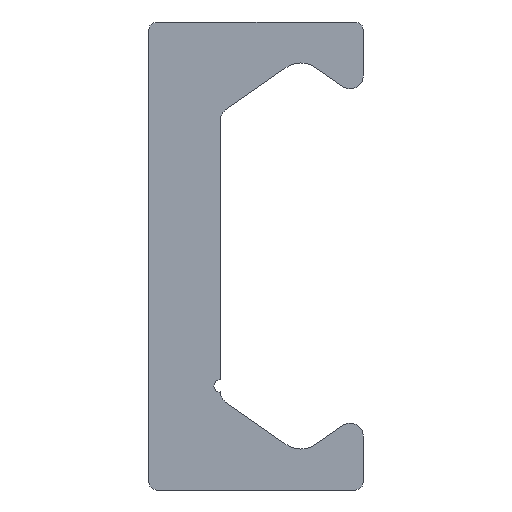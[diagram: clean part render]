
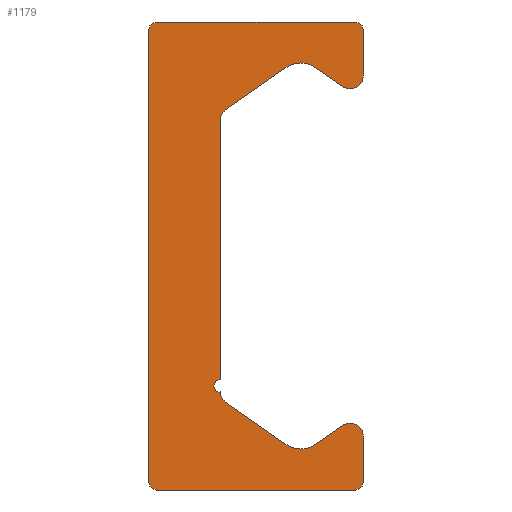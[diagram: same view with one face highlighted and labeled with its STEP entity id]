
A CAD part, left-side view. The second image highlights one B-rep face of the part: STEP entity #1179.
In plain terms, the highlighted planar face has unit normal (-1, 0, 0).
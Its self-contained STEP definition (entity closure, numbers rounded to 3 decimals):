
#420=CARTESIAN_POINT('',(0.0,3.825,-9.));
#421=VERTEX_POINT('',#420);
#428=CARTESIAN_POINT('',(0.0,4.125,-8.7));
#429=VERTEX_POINT('',#428);
#430=CARTESIAN_POINT('',(0.0,3.825,-8.7));
#431=DIRECTION('',(1.0,0.0,0.0));
#432=DIRECTION('',(0.0,0.0,-1.0));
#433=AXIS2_PLACEMENT_3D('',#430,#431,#432);
#434=CIRCLE('',#433,0.3);
#435=EDGE_CURVE('',#421,#429,#434,.T.);
#459=CARTESIAN_POINT('',(0.0,-3.825,-9.));
#460=VERTEX_POINT('',#459);
#467=CARTESIAN_POINT('',(0.0,-3.825,-9.));
#468=DIRECTION('',(0.0,1.0,0.0));
#469=VECTOR('',#468,7.65);
#470=LINE('',#467,#469);
#471=EDGE_CURVE('',#460,#421,#470,.T.);
#491=CARTESIAN_POINT('',(0.0,-4.125,-8.7));
#492=VERTEX_POINT('',#491);
#499=CARTESIAN_POINT('',(0.0,-3.825,-8.7));
#500=DIRECTION('',(1.0,0.0,0.0));
#501=DIRECTION('',(0.0,-1.0,0.0));
#502=AXIS2_PLACEMENT_3D('',#499,#500,#501);
#503=CIRCLE('',#502,0.3);
#504=EDGE_CURVE('',#492,#460,#503,.T.);
#523=CARTESIAN_POINT('',(0.0,-4.125,-6.925));
#524=VERTEX_POINT('',#523);
#531=CARTESIAN_POINT('',(0.0,-4.125,-6.925));
#532=DIRECTION('',(0.0,0.0,-1.0));
#533=VECTOR('',#532,1.775);
#534=LINE('',#531,#533);
#535=EDGE_CURVE('',#524,#492,#534,.T.);
#555=CARTESIAN_POINT('',(0.0,-3.338,-6.515));
#556=VERTEX_POINT('',#555);
#563=CARTESIAN_POINT('',(0.0,-3.625,-6.925));
#564=DIRECTION('',(1.0,0.0,0.0));
#565=DIRECTION('',(0.0,0.574,0.819));
#566=AXIS2_PLACEMENT_3D('',#563,#564,#565);
#567=CIRCLE('',#566,0.5);
#568=EDGE_CURVE('',#556,#524,#567,.T.);
#587=CARTESIAN_POINT('',(0.0,-2.299,-7.243));
#588=VERTEX_POINT('',#587);
#595=CARTESIAN_POINT('',(0.0,-2.299,-7.243));
#596=DIRECTION('',(0.0,-0.819,0.574));
#597=VECTOR('',#596,1.269);
#598=LINE('',#595,#597);
#599=EDGE_CURVE('',#588,#556,#598,.T.);
#619=CARTESIAN_POINT('',(0.0,-1.151,-7.243));
#620=VERTEX_POINT('',#619);
#627=CARTESIAN_POINT('',(0.0,-1.725,-6.424));
#628=DIRECTION('',(-1.0,0.0,0.0));
#629=DIRECTION('',(0.0,0.574,0.819));
#630=AXIS2_PLACEMENT_3D('',#627,#628,#629);
#631=CIRCLE('',#630,1.0);
#632=EDGE_CURVE('',#620,#588,#631,.T.);
#651=CARTESIAN_POINT('',(0.0,1.162,-5.624));
#652=VERTEX_POINT('',#651);
#659=CARTESIAN_POINT('',(0.0,1.162,-5.624));
#660=DIRECTION('',(0.0,-0.819,-0.574));
#661=VECTOR('',#660,2.824);
#662=LINE('',#659,#661);
#663=EDGE_CURVE('',#652,#620,#662,.T.);
#683=CARTESIAN_POINT('',(0.0,1.375,-5.214));
#684=VERTEX_POINT('',#683);
#691=CARTESIAN_POINT('',(0.0,0.875,-5.214));
#692=DIRECTION('',(-1.0,0.0,0.0));
#693=DIRECTION('',(0.0,-0.574,0.819));
#694=AXIS2_PLACEMENT_3D('',#691,#692,#693);
#695=CIRCLE('',#694,0.5);
#696=EDGE_CURVE('',#684,#652,#695,.T.);
#715=CARTESIAN_POINT('',(0.0,1.375,-5.25));
#716=VERTEX_POINT('',#715);
#723=CARTESIAN_POINT('',(0.0,1.375,-5.25));
#724=DIRECTION('',(0.0,0.0,1.0));
#725=VECTOR('',#724,0.036);
#726=LINE('',#723,#725);
#727=EDGE_CURVE('',#716,#684,#726,.T.);
#747=CARTESIAN_POINT('',(0.0,1.375,-4.75));
#748=VERTEX_POINT('',#747);
#755=CARTESIAN_POINT('',(0.0,1.375,-5.0));
#756=DIRECTION('',(-1.0,0.0,0.0));
#757=DIRECTION('',(0.0,0.0,1.0));
#758=AXIS2_PLACEMENT_3D('',#755,#756,#757);
#759=CIRCLE('',#758,0.25);
#760=EDGE_CURVE('',#748,#716,#759,.T.);
#779=CARTESIAN_POINT('',(0.0,1.375,5.214));
#780=VERTEX_POINT('',#779);
#787=CARTESIAN_POINT('',(0.0,1.375,5.214));
#788=DIRECTION('',(0.0,0.0,-1.0));
#789=VECTOR('',#788,9.964);
#790=LINE('',#787,#789);
#791=EDGE_CURVE('',#780,#748,#790,.T.);
#832=CARTESIAN_POINT('',(0.0,1.162,5.624));
#833=VERTEX_POINT('',#832);
#840=CARTESIAN_POINT('',(0.0,0.875,5.214));
#841=DIRECTION('',(-1.0,0.0,0.0));
#842=DIRECTION('',(0.0,-1.0,0.0));
#843=AXIS2_PLACEMENT_3D('',#840,#841,#842);
#844=CIRCLE('',#843,0.5);
#845=EDGE_CURVE('',#833,#780,#844,.T.);
#864=CARTESIAN_POINT('',(0.0,-1.151,7.243));
#865=VERTEX_POINT('',#864);
#872=CARTESIAN_POINT('',(0.0,-1.151,7.243));
#873=DIRECTION('',(0.0,0.819,-0.574));
#874=VECTOR('',#873,2.824);
#875=LINE('',#872,#874);
#876=EDGE_CURVE('',#865,#833,#875,.T.);
#896=CARTESIAN_POINT('',(0.0,-2.299,7.243));
#897=VERTEX_POINT('',#896);
#904=CARTESIAN_POINT('',(0.0,-1.725,6.424));
#905=DIRECTION('',(-1.0,0.0,0.0));
#906=DIRECTION('',(0.0,-0.574,-0.819));
#907=AXIS2_PLACEMENT_3D('',#904,#905,#906);
#908=CIRCLE('',#907,1.0);
#909=EDGE_CURVE('',#897,#865,#908,.T.);
#928=CARTESIAN_POINT('',(0.0,-3.338,6.515));
#929=VERTEX_POINT('',#928);
#936=CARTESIAN_POINT('',(0.0,-3.338,6.515));
#937=DIRECTION('',(0.0,0.819,0.574));
#938=VECTOR('',#937,1.269);
#939=LINE('',#936,#938);
#940=EDGE_CURVE('',#929,#897,#939,.T.);
#960=CARTESIAN_POINT('',(0.0,-4.125,6.925));
#961=VERTEX_POINT('',#960);
#968=CARTESIAN_POINT('',(0.0,-3.625,6.925));
#969=DIRECTION('',(1.0,0.0,0.0));
#970=DIRECTION('',(0.0,-1.0,0.0));
#971=AXIS2_PLACEMENT_3D('',#968,#969,#970);
#972=CIRCLE('',#971,0.5);
#973=EDGE_CURVE('',#961,#929,#972,.T.);
#992=CARTESIAN_POINT('',(0.0,-4.125,8.7));
#993=VERTEX_POINT('',#992);
#1000=CARTESIAN_POINT('',(0.0,-4.125,8.7));
#1001=DIRECTION('',(0.0,0.0,-1.0));
#1002=VECTOR('',#1001,1.775);
#1003=LINE('',#1000,#1002);
#1004=EDGE_CURVE('',#993,#961,#1003,.T.);
#1024=CARTESIAN_POINT('',(0.0,-3.825,9.));
#1025=VERTEX_POINT('',#1024);
#1032=CARTESIAN_POINT('',(0.0,-3.825,8.7));
#1033=DIRECTION('',(1.0,0.0,0.0));
#1034=DIRECTION('',(0.0,0.0,1.0));
#1035=AXIS2_PLACEMENT_3D('',#1032,#1033,#1034);
#1036=CIRCLE('',#1035,0.3);
#1037=EDGE_CURVE('',#1025,#993,#1036,.T.);
#1056=CARTESIAN_POINT('',(0.0,3.825,9.));
#1057=VERTEX_POINT('',#1056);
#1064=CARTESIAN_POINT('',(0.0,3.825,9.));
#1065=DIRECTION('',(0.0,-1.0,0.0));
#1066=VECTOR('',#1065,7.65);
#1067=LINE('',#1064,#1066);
#1068=EDGE_CURVE('',#1057,#1025,#1067,.T.);
#1088=CARTESIAN_POINT('',(0.0,4.125,8.7));
#1089=VERTEX_POINT('',#1088);
#1096=CARTESIAN_POINT('',(0.0,3.825,8.7));
#1097=DIRECTION('',(1.0,0.0,0.0));
#1098=DIRECTION('',(0.0,1.0,0.0));
#1099=AXIS2_PLACEMENT_3D('',#1096,#1097,#1098);
#1100=CIRCLE('',#1099,0.3);
#1101=EDGE_CURVE('',#1089,#1057,#1100,.T.);
#1119=CARTESIAN_POINT('',(0.0,4.125,-8.7));
#1120=DIRECTION('',(0.0,0.0,1.0));
#1121=VECTOR('',#1120,17.4);
#1122=LINE('',#1119,#1121);
#1123=EDGE_CURVE('',#429,#1089,#1122,.T.);
#1150=CARTESIAN_POINT('',(0.0,0.856,-0.029));
#1151=DIRECTION('',(1.0,0.0,0.0));
#1152=DIRECTION('',(0.0,0.0,-1.0));
#1153=AXIS2_PLACEMENT_3D('',#1150,#1151,#1152);
#1154=PLANE('',#1153);
#1155=ORIENTED_EDGE('',*,*,#1123,.F.);
#1156=ORIENTED_EDGE('',*,*,#435,.F.);
#1157=ORIENTED_EDGE('',*,*,#471,.F.);
#1158=ORIENTED_EDGE('',*,*,#504,.F.);
#1159=ORIENTED_EDGE('',*,*,#535,.F.);
#1160=ORIENTED_EDGE('',*,*,#568,.F.);
#1161=ORIENTED_EDGE('',*,*,#599,.F.);
#1162=ORIENTED_EDGE('',*,*,#632,.F.);
#1163=ORIENTED_EDGE('',*,*,#663,.F.);
#1164=ORIENTED_EDGE('',*,*,#696,.F.);
#1165=ORIENTED_EDGE('',*,*,#727,.F.);
#1166=ORIENTED_EDGE('',*,*,#760,.F.);
#1167=ORIENTED_EDGE('',*,*,#791,.F.);
#1168=ORIENTED_EDGE('',*,*,#845,.F.);
#1169=ORIENTED_EDGE('',*,*,#876,.F.);
#1170=ORIENTED_EDGE('',*,*,#909,.F.);
#1171=ORIENTED_EDGE('',*,*,#940,.F.);
#1172=ORIENTED_EDGE('',*,*,#973,.F.);
#1173=ORIENTED_EDGE('',*,*,#1004,.F.);
#1174=ORIENTED_EDGE('',*,*,#1037,.F.);
#1175=ORIENTED_EDGE('',*,*,#1068,.F.);
#1176=ORIENTED_EDGE('',*,*,#1101,.F.);
#1177=EDGE_LOOP('',(#1155,#1156,#1157,#1158,#1159,#1160,#1161,#1162,#1163,#1164,#1165,#1166,#1167,#1168,#1169,#1170,#1171,#1172,#1173,#1174,#1175,#1176));
#1178=FACE_OUTER_BOUND('',#1177,.T.);
#1179=ADVANCED_FACE('',(#1178),#1154,.F.);
